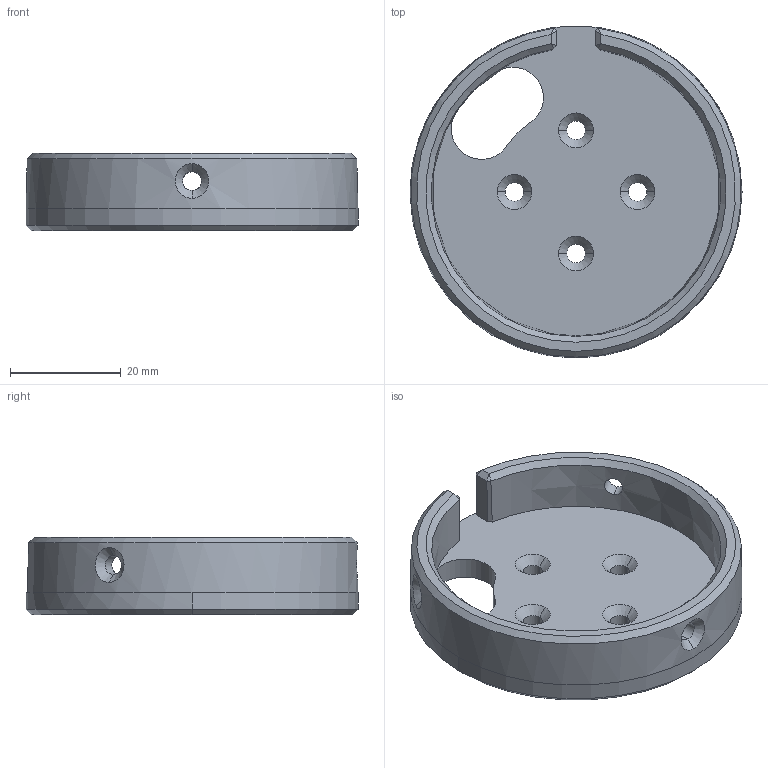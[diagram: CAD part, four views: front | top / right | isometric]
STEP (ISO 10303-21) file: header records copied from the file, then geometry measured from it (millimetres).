
FILE_DESCRIPTION((''),'2;1');
FILE_NAME('FLANGE','2024-02-12T13:00:22',('Mathias'),(''),'CREO PARAMETRIC BY PTC INC, 2021404','CREO PARAMETRIC BY PTC INC, 2021404','');
FILE_SCHEMA(('CONFIG_CONTROL_DESIGN'));
Length unit declared in the file: millimetre
Products named in the file (1): FLANGE
Bounding box: 60 x 60 x 14 mm (x, y, z)
Volume: 16413.8 mm3; surface area: 9437.8 mm2
Topology: 1 solids, 1 shells, 55 faces, 139 edges, 85 vertices
Faces by surface type: cone 20, cylinder 20, plane 11, bspline 4
Entity records: 1969 total; most frequent: CARTESIAN_POINT 613, ORIENTED_EDGE 278, DIRECTION 264, EDGE_CURVE 139, AXIS2_PLACEMENT_3D 109, VERTEX_POINT 85, EDGE_LOOP 70, CIRCLE 58
